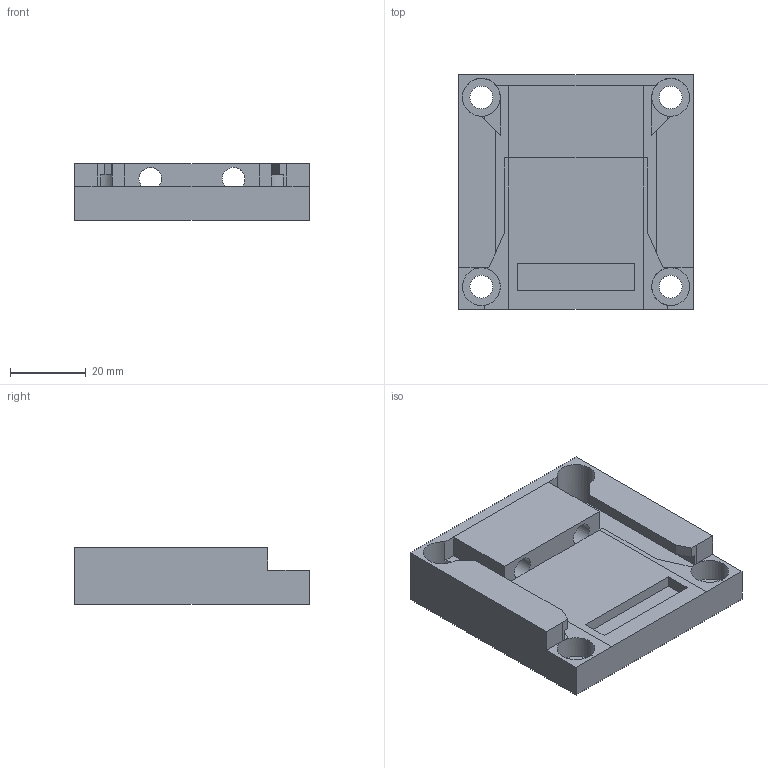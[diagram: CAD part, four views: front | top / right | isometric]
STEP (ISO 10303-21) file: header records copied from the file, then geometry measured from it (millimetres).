
FILE_DESCRIPTION(('FreeCAD Model'),'2;1');
FILE_NAME('battery_adapter_einhell_x-change.step','2020-01-18T12:53:47',('Author'),(''), 'Open CASCADE STEP processor 7.3','FreeCAD','Unknown');
FILE_SCHEMA(('AUTOMOTIVE_DESIGN { 1 0 10303 214 1 1 1 1 }'));
Length unit declared in the file: millimetre
Products named in the file (1): battery_adapter_einhell_x-change
Bounding box: 62 x 62 x 15 mm (x, y, z)
Volume: 39572.8 mm3; surface area: 14359.9 mm2
Topology: 1 solids, 1 shells, 60 faces, 162 edges, 103 vertices
Faces by surface type: plane 50, cylinder 10
Full cylindrical faces by diameter (mm): 6 x6, 10 x4
Entity records: 4083 total; most frequent: CARTESIAN_POINT 788, DIRECTION 622, LINE 412, VECTOR 412, ORIENTED_EDGE 324, PCURVE 324, DEFINITIONAL_REPRESENTATION 324, EDGE_CURVE 162
